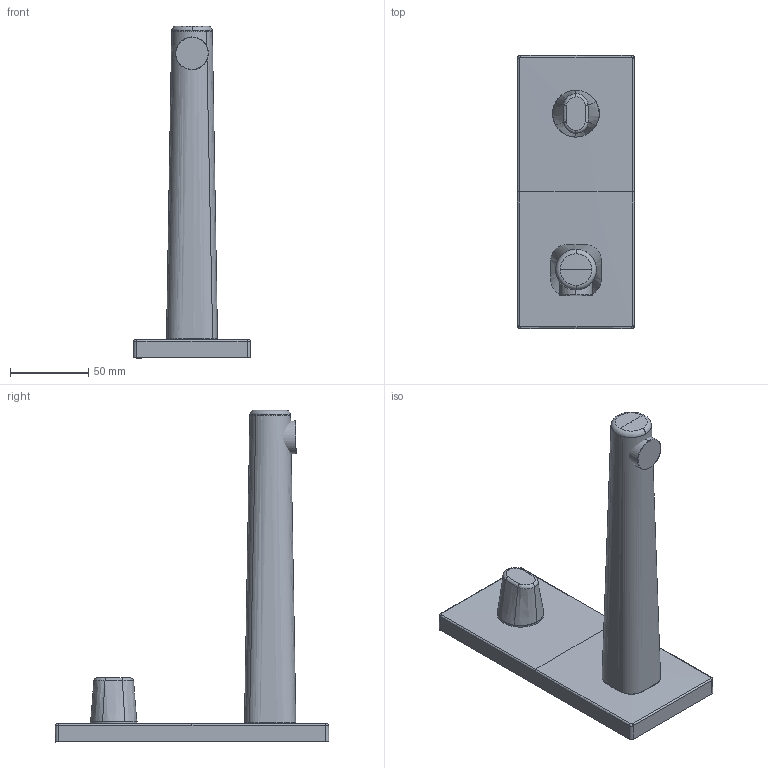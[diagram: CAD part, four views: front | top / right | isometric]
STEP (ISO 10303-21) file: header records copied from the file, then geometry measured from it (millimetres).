
FILE_DESCRIPTION (( 'STEP AP203' ), '1' );
FILE_NAME ('3007(2017)+44922010.STEP', '2017-03-24T14:19:30', ( '' ), ( '' ), 'SwSTEP 2.0', 'SolidWorks 2016', '' );
FILE_SCHEMA (( 'CONFIG_CONTROL_DESIGN' ));
Length unit declared in the file: millimetre
Products named in the file (1): 3007(2017)+44922010
Bounding box: 75 x 175 x 212.34 mm (x, y, z)
Surface area: 59064.8 mm2 (no closed solid volume)
Topology: 0 solids, 6 shells, 63 faces, 149 edges, 98 vertices
Faces by surface type: bspline 28, plane 15, cylinder 12, torus 4, cone 2, sphere 2
Entity records: 4976 total; most frequent: CARTESIAN_POINT 3679, ORIENTED_EDGE 286, DIRECTION 178, EDGE_CURVE 149, VERTEX_POINT 98, B_SPLINE_CURVE_WITH_KNOTS 76, AXIS2_PLACEMENT_3D 75, EDGE_LOOP 65
